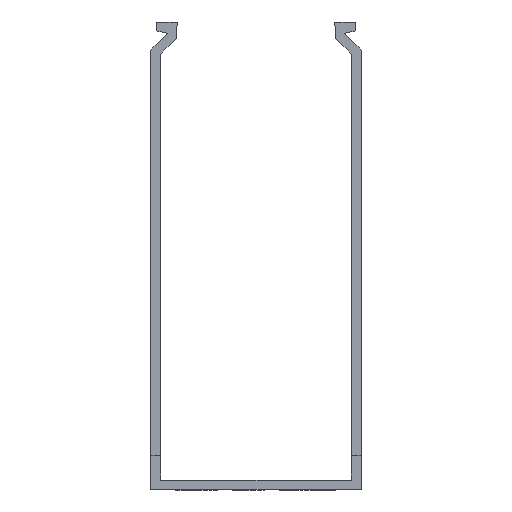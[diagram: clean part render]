
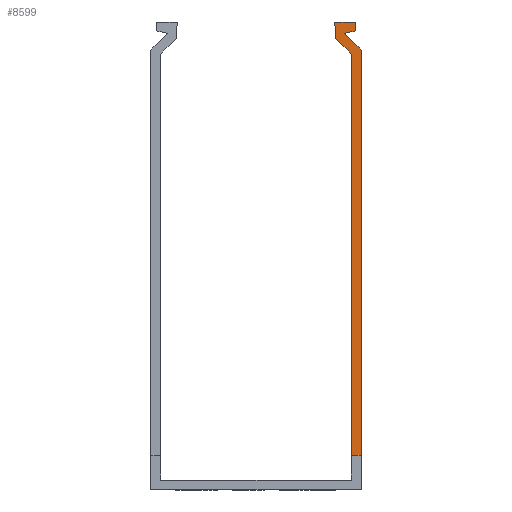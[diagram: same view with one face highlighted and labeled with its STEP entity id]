
A CAD part, front view. The second image highlights one B-rep face of the part: STEP entity #8599.
In plain terms, the highlighted planar face has unit normal (0, -1, 0).
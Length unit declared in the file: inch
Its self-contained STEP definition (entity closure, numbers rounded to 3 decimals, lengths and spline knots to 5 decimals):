
#2451 = EDGE_CURVE ( 'NONE', #25300, #32999, #36724, .T. ) ;
#2453 = EDGE_CURVE ( 'NONE', #25307, #33235, #36732, .T. ) ;
#2454 = EDGE_CURVE ( 'NONE', #25300, #25307, #36730, .T. ) ;
#3804 = ORIENTED_EDGE ( 'NONE', *, *, #28110, .T. ) ;
#3805 = ORIENTED_EDGE ( 'NONE', *, *, #28113, .T. ) ;
#3806 = ORIENTED_EDGE ( 'NONE', *, *, #28343, .T. ) ;
#3807 = ORIENTED_EDGE ( 'NONE', *, *, #2453, .F. ) ;
#3808 = ORIENTED_EDGE ( 'NONE', *, *, #2454, .F. ) ;
#3809 = ORIENTED_EDGE ( 'NONE', *, *, #2451, .T. ) ;
#3810 = ORIENTED_EDGE ( 'NONE', *, *, #28100, .T. ) ;
#3811 = ORIENTED_EDGE ( 'NONE', *, *, #28104, .T. ) ;
#3812 = ORIENTED_EDGE ( 'NONE', *, *, #28107, .T. ) ;
#4231 = CARTESIAN_POINT ( 'NONE',  ( 1.12531, 0.1875, 4.70486 ) ) ;
#4241 = CARTESIAN_POINT ( 'NONE',  ( 1.125, 0.1875, 0. ) ) ;
#4243 = DIRECTION ( 'NONE',  ( -0.711, 0., 0.703 ) ) ;
#4246 = CARTESIAN_POINT ( 'NONE',  ( 0.14064, 0.1875, 0.36968 ) ) ;
#4248 = DIRECTION ( 'NONE',  ( -1., 0., 0. ) ) ;
#4249 = DIRECTION ( 'NONE',  ( 0., 0., -1. ) ) ;
#5086 = FACE_OUTER_BOUND ( 'NONE', #30886, .T. ) ;
#6091 = CARTESIAN_POINT ( 'NONE',  ( 0.14087, 0.1875, 5.2352 ) ) ;
#6098 = PLANE ( 'NONE',  #6295 ) ;
#6100 = DIRECTION ( 'NONE',  ( 0., -1., 0. ) ) ;
#6101 = DIRECTION ( 'NONE',  ( 0., 0., -1. ) ) ;
#6295 = AXIS2_PLACEMENT_3D ( 'NONE', #6091, #6100, #6101 ) ;
#8599 = ADVANCED_FACE ( 'NONE', ( #5086 ), #6098, .T. ) ;
#12814 = CARTESIAN_POINT ( 'NONE',  ( 1.12531, 0.1875, 4.70486 ) ) ;
#12816 = CARTESIAN_POINT ( 'NONE',  ( 1.12502, 0.1875, 0.36963 ) ) ;
#17193 = LINE ( 'NONE', #18232, #17202 ) ;
#17199 = LINE ( 'NONE', #18244, #17210 ) ;
#17202 = VECTOR ( 'NONE', #18252, 39.37008 ) ;
#17207 = LINE ( 'NONE', #18250, #17216 ) ;
#17210 = VECTOR ( 'NONE', #18260, 39.37008 ) ;
#17213 = LINE ( 'NONE', #18258, #17228 ) ;
#17216 = VECTOR ( 'NONE', #18265, 39.37008 ) ;
#17219 = LINE ( 'NONE', #18270, #17222 ) ;
#17222 = VECTOR ( 'NONE', #18271, 39.37008 ) ;
#17228 = VECTOR ( 'NONE', #18276, 39.37008 ) ;
#18232 = CARTESIAN_POINT ( 'NONE',  ( 0.94356, 0.1875, 4.8844 ) ) ;
#18244 = CARTESIAN_POINT ( 'NONE',  ( 1.06094, 0.1875, 5.2352 ) ) ;
#18250 = CARTESIAN_POINT ( 'NONE',  ( 0.14087, 0.1875, 5.00516 ) ) ;
#18252 = DIRECTION ( 'NONE',  ( 0.977, 0., 0.211 ) ) ;
#18258 = CARTESIAN_POINT ( 'NONE',  ( 0.85033, 0.1875, 4.8294 ) ) ;
#18260 = DIRECTION ( 'NONE',  ( 0., 0., 1. ) ) ;
#18265 = DIRECTION ( 'NONE',  ( -1., 0., 0. ) ) ;
#18270 = CARTESIAN_POINT ( 'NONE',  ( 0.84358, 0.1875, 5.00516 ) ) ;
#18271 = DIRECTION ( 'NONE',  ( 0.038, 0., -0.999 ) ) ;
#18276 = DIRECTION ( 'NONE',  ( 0.711, 0., -0.703 ) ) ;
#18845 = CARTESIAN_POINT ( 'NONE',  ( 1.02031, 0.1875, 4.66149 ) ) ;
#18846 = DIRECTION ( 'NONE',  ( 0., 0., -1. ) ) ;
#19372 = LINE ( 'NONE', #18845, #19375 ) ;
#19375 = VECTOR ( 'NONE', #18846, 39.37008 ) ;
#23744 = CARTESIAN_POINT ( 'NONE',  ( 1.06094, 0.1875, 4.90977 ) ) ;
#23750 = CARTESIAN_POINT ( 'NONE',  ( 0.94356, 0.1875, 4.8844 ) ) ;
#23753 = CARTESIAN_POINT ( 'NONE',  ( 1.02031, 0.1875, 4.66149 ) ) ;
#23754 = CARTESIAN_POINT ( 'NONE',  ( 1.06094, 0.1875, 5.00516 ) ) ;
#23755 = CARTESIAN_POINT ( 'NONE',  ( 0.85033, 0.1875, 4.8294 ) ) ;
#23757 = CARTESIAN_POINT ( 'NONE',  ( 0.84358, 0.1875, 5.00516 ) ) ;
#23986 = CARTESIAN_POINT ( 'NONE',  ( 1.02002, 0.1875, 0.36964 ) ) ;
#25300 = VERTEX_POINT ( 'NONE', #12814 ) ;
#25307 = VERTEX_POINT ( 'NONE', #12816 ) ;
#28100 = EDGE_CURVE ( 'NONE', #32999, #32993, #17193, .T. ) ;
#28104 = EDGE_CURVE ( 'NONE', #32993, #33003, #17199, .T. ) ;
#28107 = EDGE_CURVE ( 'NONE', #33003, #33006, #17207, .T. ) ;
#28110 = EDGE_CURVE ( 'NONE', #33006, #33004, #17219, .T. ) ;
#28113 = EDGE_CURVE ( 'NONE', #33004, #33002, #17213, .T. ) ;
#28343 = EDGE_CURVE ( 'NONE', #33002, #33235, #19372, .T. ) ;
#30886 = EDGE_LOOP ( 'NONE', ( #3804, #3805, #3806, #3807, #3808, #3809, #3810, #3811, #3812 ) ) ;
#32993 = VERTEX_POINT ( 'NONE', #23744 ) ;
#32999 = VERTEX_POINT ( 'NONE', #23750 ) ;
#33002 = VERTEX_POINT ( 'NONE', #23753 ) ;
#33003 = VERTEX_POINT ( 'NONE', #23754 ) ;
#33004 = VERTEX_POINT ( 'NONE', #23755 ) ;
#33006 = VERTEX_POINT ( 'NONE', #23757 ) ;
#33235 = VERTEX_POINT ( 'NONE', #23986 ) ;
#36724 = LINE ( 'NONE', #4231, #36731 ) ;
#36730 = LINE ( 'NONE', #4241, #36737 ) ;
#36731 = VECTOR ( 'NONE', #4243, 39.37008 ) ;
#36732 = LINE ( 'NONE', #4246, #36735 ) ;
#36735 = VECTOR ( 'NONE', #4248, 39.37008 ) ;
#36737 = VECTOR ( 'NONE', #4249, 39.37008 ) ;
